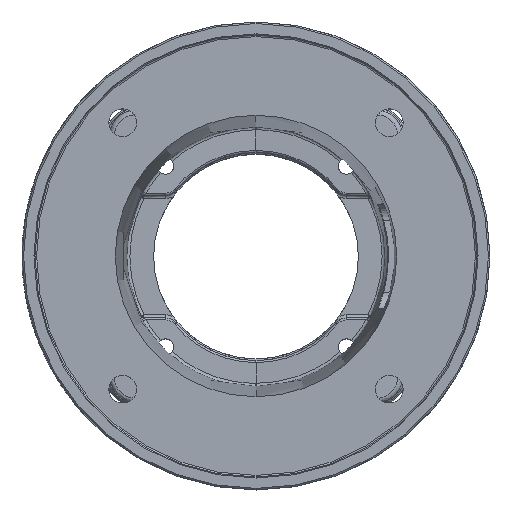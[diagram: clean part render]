
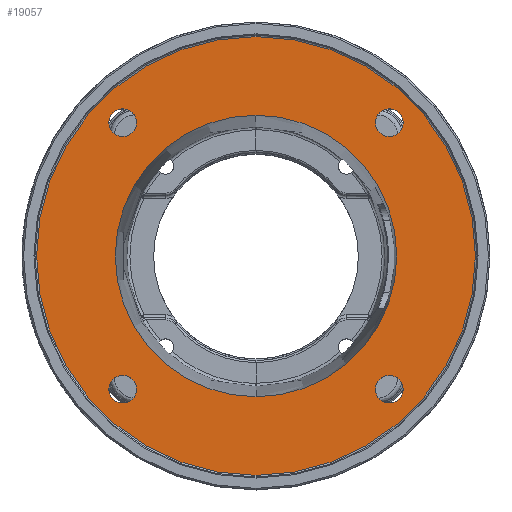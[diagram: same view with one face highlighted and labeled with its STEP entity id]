
A CAD part, top view. The second image highlights one B-rep face of the part: STEP entity #19057.
In plain terms, the highlighted planar face has unit normal (0, 0, 1).
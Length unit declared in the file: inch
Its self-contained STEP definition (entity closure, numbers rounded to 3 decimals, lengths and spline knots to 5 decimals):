
#616=CARTESIAN_POINT('',(0.,0.,-0.2075));
#617=DIRECTION('',(0.,0.,1.));
#618=DIRECTION('',(0.,1.,0.));
#619=AXIS2_PLACEMENT_3D('',#616,#617,#618);
#2204=CARTESIAN_POINT('',(0.,0.,-0.2075));
#2205=DIRECTION('',(0.,0.,1.));
#2206=DIRECTION('',(0.,-1.,0.));
#2207=AXIS2_PLACEMENT_3D('',#2204,#2205,#2206);
#3601=CARTESIAN_POINT('',(0.,0.,-0.2075));
#3602=DIRECTION('',(0.,0.,-1.));
#3603=DIRECTION('',(0.,1.,0.));
#3604=AXIS2_PLACEMENT_3D('',#3601,#3602,#3603);
#3606=CARTESIAN_POINT('',(0.,0.,-0.2075));
#3607=DIRECTION('',(0.,0.,1.));
#3608=DIRECTION('',(0.,1.,0.));
#3609=AXIS2_PLACEMENT_3D('',#3606,#3607,#3608);
#3657=CARTESIAN_POINT('',(-2.56326,2.56326,-0.2075));
#3658=DIRECTION('',(0.,0.,-1.));
#3659=DIRECTION('',(-0.707,0.707,0.));
#3660=AXIS2_PLACEMENT_3D('',#3657,#3658,#3659);
#3667=CARTESIAN_POINT('',(-2.56326,2.56326,-0.2075));
#3668=DIRECTION('',(0.,0.,-1.));
#3669=DIRECTION('',(0.707,-0.707,0.));
#3670=AXIS2_PLACEMENT_3D('',#3667,#3668,#3669);
#3693=CARTESIAN_POINT('',(-2.56326,-2.56326,-0.2075));
#3694=DIRECTION('',(0.,0.,-1.));
#3695=DIRECTION('',(-0.707,-0.707,0.));
#3696=AXIS2_PLACEMENT_3D('',#3693,#3694,#3695);
#3703=CARTESIAN_POINT('',(-2.56326,-2.56326,-0.2075));
#3704=DIRECTION('',(0.,0.,-1.));
#3705=DIRECTION('',(0.707,0.707,0.));
#3706=AXIS2_PLACEMENT_3D('',#3703,#3704,#3705);
#3729=CARTESIAN_POINT('',(2.56326,-2.56326,-0.2075));
#3730=DIRECTION('',(0.,0.,-1.));
#3731=DIRECTION('',(0.707,-0.707,0.));
#3732=AXIS2_PLACEMENT_3D('',#3729,#3730,#3731);
#3739=CARTESIAN_POINT('',(2.56326,-2.56326,-0.2075));
#3740=DIRECTION('',(0.,0.,-1.));
#3741=DIRECTION('',(-0.707,0.707,0.));
#3742=AXIS2_PLACEMENT_3D('',#3739,#3740,#3741);
#3765=CARTESIAN_POINT('',(2.56326,2.56326,-0.2075));
#3766=DIRECTION('',(0.,0.,-1.));
#3767=DIRECTION('',(0.707,0.707,0.));
#3768=AXIS2_PLACEMENT_3D('',#3765,#3766,#3767);
#3775=CARTESIAN_POINT('',(2.56326,2.56326,-0.2075));
#3776=DIRECTION('',(0.,0.,-1.));
#3777=DIRECTION('',(-0.707,-0.707,0.));
#3778=AXIS2_PLACEMENT_3D('',#3775,#3776,#3777);
#12027=CARTESIAN_POINT('',(0.,4.22,-0.2075));
#12029=VERTEX_POINT('',#12027);
#12033=CARTESIAN_POINT('',(0.,-4.22,-0.2075));
#12035=VERTEX_POINT('',#12033);
#12039=CARTESIAN_POINT('',(0.,2.70736,-0.2075));
#12040=CARTESIAN_POINT('',(0.,-2.70736,-0.2075));
#12041=VERTEX_POINT('',#12039);
#12042=VERTEX_POINT('',#12040);
#12047=CARTESIAN_POINT('',(-2.75065,2.75065,-0.2075));
#12048=CARTESIAN_POINT('',(-2.37588,2.37588,-0.2075));
#12049=VERTEX_POINT('',#12047);
#12050=VERTEX_POINT('',#12048);
#12051=CARTESIAN_POINT('',(-2.75065,-2.75065,-0.2075));
#12052=CARTESIAN_POINT('',(-2.37588,-2.37588,-0.2075));
#12053=VERTEX_POINT('',#12051);
#12054=VERTEX_POINT('',#12052);
#12055=CARTESIAN_POINT('',(2.75065,-2.75065,-0.2075));
#12056=CARTESIAN_POINT('',(2.37588,-2.37588,-0.2075));
#12057=VERTEX_POINT('',#12055);
#12058=VERTEX_POINT('',#12056);
#12059=CARTESIAN_POINT('',(2.75065,2.75065,-0.2075));
#12060=CARTESIAN_POINT('',(2.37588,2.37588,-0.2075));
#12061=VERTEX_POINT('',#12059);
#12062=VERTEX_POINT('',#12060);
#19018=CARTESIAN_POINT('',(0.,0.,-0.2075));
#19019=DIRECTION('',(0.,0.,1.));
#19020=DIRECTION('',(0.,1.,0.));
#19021=AXIS2_PLACEMENT_3D('',#19018,#19019,#19020);
#19022=PLANE('',#19021);
#19024=ORIENTED_EDGE('',*,*,#19023,.T.);
#19026=ORIENTED_EDGE('',*,*,#19025,.F.);
#19027=EDGE_LOOP('',(#19024,#19026));
#19028=FACE_OUTER_BOUND('',#19027,.F.);
#19029=ORIENTED_EDGE('',*,*,#13013,.T.);
#19030=ORIENTED_EDGE('',*,*,#15953,.T.);
#19031=EDGE_LOOP('',(#19029,#19030));
#19032=FACE_BOUND('',#19031,.F.);
#19034=ORIENTED_EDGE('',*,*,#19033,.F.);
#19036=ORIENTED_EDGE('',*,*,#19035,.F.);
#19037=EDGE_LOOP('',(#19034,#19036));
#19038=FACE_BOUND('',#19037,.F.);
#19040=ORIENTED_EDGE('',*,*,#19039,.F.);
#19042=ORIENTED_EDGE('',*,*,#19041,.F.);
#19043=EDGE_LOOP('',(#19040,#19042));
#19044=FACE_BOUND('',#19043,.F.);
#19046=ORIENTED_EDGE('',*,*,#19045,.F.);
#19048=ORIENTED_EDGE('',*,*,#19047,.F.);
#19049=EDGE_LOOP('',(#19046,#19048));
#19050=FACE_BOUND('',#19049,.F.);
#19052=ORIENTED_EDGE('',*,*,#19051,.F.);
#19054=ORIENTED_EDGE('',*,*,#19053,.F.);
#19055=EDGE_LOOP('',(#19052,#19054));
#19056=FACE_BOUND('',#19055,.F.);
#19057=ADVANCED_FACE('',(#19028,#19032,#19038,#19044,#19050,#19056),#19022,.T.);
#620=CIRCLE('',#619,2.70736);
#2208=CIRCLE('',#2207,2.70736);
#3605=CIRCLE('',#3604,4.22);
#3610=CIRCLE('',#3609,4.22);
#3661=CIRCLE('',#3660,0.265);
#3671=CIRCLE('',#3670,0.265);
#3697=CIRCLE('',#3696,0.265);
#3707=CIRCLE('',#3706,0.265);
#3733=CIRCLE('',#3732,0.265);
#3743=CIRCLE('',#3742,0.265);
#3769=CIRCLE('',#3768,0.265);
#3779=CIRCLE('',#3778,0.265);
#13013=EDGE_CURVE('',#12041,#12042,#620,.T.);
#15953=EDGE_CURVE('',#12042,#12041,#2208,.T.);
#19023=EDGE_CURVE('',#12029,#12035,#3605,.T.);
#19025=EDGE_CURVE('',#12029,#12035,#3610,.T.);
#19033=EDGE_CURVE('',#12049,#12050,#3661,.T.);
#19035=EDGE_CURVE('',#12050,#12049,#3671,.T.);
#19039=EDGE_CURVE('',#12053,#12054,#3697,.T.);
#19041=EDGE_CURVE('',#12054,#12053,#3707,.T.);
#19045=EDGE_CURVE('',#12057,#12058,#3733,.T.);
#19047=EDGE_CURVE('',#12058,#12057,#3743,.T.);
#19051=EDGE_CURVE('',#12061,#12062,#3769,.T.);
#19053=EDGE_CURVE('',#12062,#12061,#3779,.T.);
